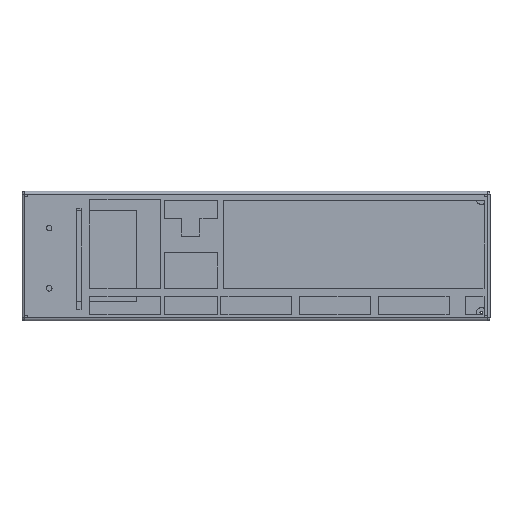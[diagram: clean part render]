
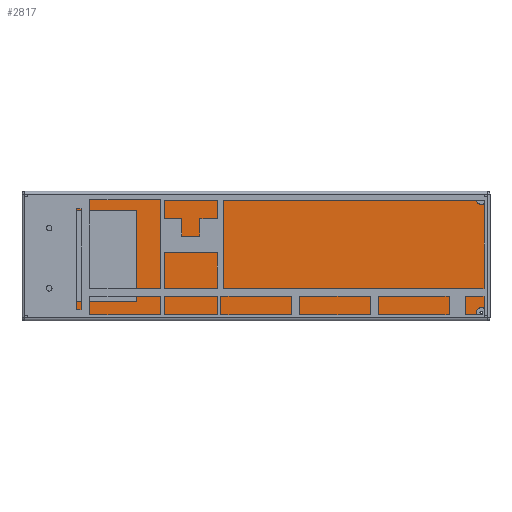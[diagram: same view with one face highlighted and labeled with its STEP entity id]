
A CAD part, top view. The second image highlights one B-rep face of the part: STEP entity #2817.
In plain terms, the highlighted planar face has unit normal (0, 0, 1).
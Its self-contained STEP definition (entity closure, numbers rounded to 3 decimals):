
#47=FACE_BOUND('',#423,.T.);
#118=CIRCLE('',#3016,5.202);
#119=CIRCLE('',#3017,5.202);
#120=CIRCLE('',#3018,5.202);
#121=CIRCLE('',#3019,5.202);
#266=FACE_OUTER_BOUND('',#422,.T.);
#422=EDGE_LOOP('',(#2041,#2042,#2043,#2044,#2045,#2046,#2047,#2048,#2049,
#2050,#2051,#2052,#2053,#2054,#2055,#2056));
#423=EDGE_LOOP('',(#2057,#2058,#2059,#2060));
#573=LINE('',#4008,#874);
#581=LINE('',#4023,#882);
#591=LINE('',#4045,#892);
#595=LINE('',#4053,#896);
#598=LINE('',#4059,#899);
#601=LINE('',#4064,#902);
#616=LINE('',#4147,#917);
#621=LINE('',#4156,#922);
#622=LINE('',#4159,#923);
#630=LINE('',#4174,#931);
#631=LINE('',#4175,#932);
#639=LINE('',#4195,#940);
#643=LINE('',#4208,#944);
#654=LINE('',#4234,#955);
#664=LINE('',#4260,#965);
#665=LINE('',#4261,#966);
#874=VECTOR('',#3200,10.);
#882=VECTOR('',#3212,10.);
#892=VECTOR('',#3226,10.);
#896=VECTOR('',#3232,10.);
#899=VECTOR('',#3237,10.);
#902=VECTOR('',#3242,10.);
#917=VECTOR('',#3341,10.);
#922=VECTOR('',#3350,10.);
#923=VECTOR('',#3353,10.);
#931=VECTOR('',#3361,10.);
#932=VECTOR('',#3362,10.);
#940=VECTOR('',#3378,10.);
#944=VECTOR('',#3390,10.);
#955=VECTOR('',#3409,10.);
#965=VECTOR('',#3443,10.);
#966=VECTOR('',#3444,10.);
#1174=VERTEX_POINT('',#4004);
#1176=VERTEX_POINT('',#4007);
#1180=VERTEX_POINT('',#4019);
#1181=VERTEX_POINT('',#4021);
#1182=VERTEX_POINT('',#4025);
#1185=VERTEX_POINT('',#4031);
#1190=VERTEX_POINT('',#4043);
#1191=VERTEX_POINT('',#4044);
#1194=VERTEX_POINT('',#4052);
#1196=VERTEX_POINT('',#4058);
#1222=VERTEX_POINT('',#4144);
#1225=VERTEX_POINT('',#4154);
#1226=VERTEX_POINT('',#4158);
#1233=VERTEX_POINT('',#4172);
#1236=VERTEX_POINT('',#4183);
#1241=VERTEX_POINT('',#4193);
#1245=VERTEX_POINT('',#4205);
#1246=VERTEX_POINT('',#4207);
#1256=VERTEX_POINT('',#4231);
#1257=VERTEX_POINT('',#4233);
#1433=EDGE_CURVE('',#1176,#1174,#573,.T.);
#1441=EDGE_CURVE('',#1181,#1180,#581,.T.);
#1451=EDGE_CURVE('',#1190,#1191,#591,.T.);
#1455=EDGE_CURVE('',#1194,#1190,#595,.T.);
#1458=EDGE_CURVE('',#1196,#1194,#598,.T.);
#1461=EDGE_CURVE('',#1191,#1196,#601,.T.);
#1500=EDGE_CURVE('',#1222,#1185,#616,.T.);
#1505=EDGE_CURVE('',#1182,#1225,#621,.T.);
#1506=EDGE_CURVE('',#1226,#1176,#622,.T.);
#1514=EDGE_CURVE('',#1222,#1233,#630,.T.);
#1515=EDGE_CURVE('',#1181,#1225,#631,.T.);
#1525=EDGE_CURVE('',#1236,#1241,#639,.T.);
#1531=EDGE_CURVE('',#1246,#1245,#643,.T.);
#1544=EDGE_CURVE('',#1257,#1256,#654,.T.);
#1556=EDGE_CURVE('',#1233,#1236,#118,.T.);
#1557=EDGE_CURVE('',#1241,#1257,#119,.T.);
#1558=EDGE_CURVE('',#1256,#1246,#120,.T.);
#1559=EDGE_CURVE('',#1245,#1226,#121,.T.);
#1560=EDGE_CURVE('',#1174,#1180,#664,.T.);
#1561=EDGE_CURVE('',#1182,#1185,#665,.T.);
#2041=ORIENTED_EDGE('',*,*,#1514,.T.);
#2042=ORIENTED_EDGE('',*,*,#1556,.T.);
#2043=ORIENTED_EDGE('',*,*,#1525,.T.);
#2044=ORIENTED_EDGE('',*,*,#1557,.T.);
#2045=ORIENTED_EDGE('',*,*,#1544,.T.);
#2046=ORIENTED_EDGE('',*,*,#1558,.T.);
#2047=ORIENTED_EDGE('',*,*,#1531,.T.);
#2048=ORIENTED_EDGE('',*,*,#1559,.T.);
#2049=ORIENTED_EDGE('',*,*,#1506,.T.);
#2050=ORIENTED_EDGE('',*,*,#1433,.T.);
#2051=ORIENTED_EDGE('',*,*,#1560,.T.);
#2052=ORIENTED_EDGE('',*,*,#1441,.F.);
#2053=ORIENTED_EDGE('',*,*,#1515,.T.);
#2054=ORIENTED_EDGE('',*,*,#1505,.F.);
#2055=ORIENTED_EDGE('',*,*,#1561,.T.);
#2056=ORIENTED_EDGE('',*,*,#1500,.F.);
#2057=ORIENTED_EDGE('',*,*,#1451,.T.);
#2058=ORIENTED_EDGE('',*,*,#1461,.T.);
#2059=ORIENTED_EDGE('',*,*,#1458,.T.);
#2060=ORIENTED_EDGE('',*,*,#1455,.T.);
#2705=PLANE('',#3015);
#2817=ADVANCED_FACE('',(#266,#47),#2705,.T.);
#3015=AXIS2_PLACEMENT_3D('',#4255,#3433,#3434);
#3016=AXIS2_PLACEMENT_3D('',#4256,#3435,#3436);
#3017=AXIS2_PLACEMENT_3D('',#4257,#3437,#3438);
#3018=AXIS2_PLACEMENT_3D('',#4258,#3439,#3440);
#3019=AXIS2_PLACEMENT_3D('',#4259,#3441,#3442);
#3200=DIRECTION('',(0.,-1.,0.));
#3212=DIRECTION('',(0.,-1.,0.));
#3226=DIRECTION('',(0.,-1.,0.));
#3232=DIRECTION('',(1.,0.,0.));
#3237=DIRECTION('',(0.,1.,0.));
#3242=DIRECTION('',(-1.,0.,0.));
#3341=DIRECTION('',(0.,-1.,0.));
#3350=DIRECTION('',(0.,1.,0.));
#3353=DIRECTION('',(1.,0.,0.));
#3361=DIRECTION('',(1.,0.,0.));
#3362=DIRECTION('',(1.,0.,0.));
#3378=DIRECTION('',(0.,1.,0.));
#3390=DIRECTION('',(0.,-1.,0.));
#3409=DIRECTION('',(-1.,0.,0.));
#3433=DIRECTION('center_axis',(0.,0.,1.));
#3434=DIRECTION('ref_axis',(1.,0.,0.));
#3435=DIRECTION('center_axis',(0.,0.,-1.));
#3436=DIRECTION('ref_axis',(1.,0.,0.));
#3437=DIRECTION('center_axis',(0.,0.,-1.));
#3438=DIRECTION('ref_axis',(1.,0.,0.));
#3439=DIRECTION('center_axis',(0.,0.,-1.));
#3440=DIRECTION('ref_axis',(1.,0.,0.));
#3441=DIRECTION('center_axis',(0.,0.,-1.));
#3442=DIRECTION('ref_axis',(1.,0.,0.));
#3443=DIRECTION('',(1.,0.,0.));
#3444=DIRECTION('',(1.,0.,0.));
#4004=CARTESIAN_POINT('',(-221.724,-68.5,0.));
#4007=CARTESIAN_POINT('',(-221.724,-65.998,0.));
#4008=CARTESIAN_POINT('',(-221.724,-65.998,0.));
#4019=CARTESIAN_POINT('',(-211.724,-68.5,0.));
#4021=CARTESIAN_POINT('',(-211.724,-65.998,0.));
#4023=CARTESIAN_POINT('',(-211.724,-65.998,0.));
#4025=CARTESIAN_POINT('',(38.739,-68.5,0.));
#4031=CARTESIAN_POINT('',(49.369,-68.5,0.));
#4043=CARTESIAN_POINT('',(-130.,50.,0.));
#4044=CARTESIAN_POINT('',(-130.,-50.,0.));
#4045=CARTESIAN_POINT('',(-130.,25.,0.));
#4052=CARTESIAN_POINT('',(-230.,50.,0.));
#4053=CARTESIAN_POINT('',(-115.,50.,0.));
#4058=CARTESIAN_POINT('',(-230.,-50.,0.));
#4059=CARTESIAN_POINT('',(-230.,-25.,0.));
#4064=CARTESIAN_POINT('',(-65.,-50.,0.));
#4144=CARTESIAN_POINT('',(49.369,-65.998,0.));
#4147=CARTESIAN_POINT('',(49.369,-22.756,0.));
#4154=CARTESIAN_POINT('',(38.739,-65.998,0.));
#4156=CARTESIAN_POINT('',(38.739,-105.998,0.));
#4158=CARTESIAN_POINT('',(-242.934,-65.998,0.));
#4159=CARTESIAN_POINT('',(123.5,-65.998,0.));
#4172=CARTESIAN_POINT('',(242.934,-65.998,0.));
#4174=CARTESIAN_POINT('',(123.5,-65.998,0.));
#4175=CARTESIAN_POINT('',(123.5,-65.998,0.));
#4183=CARTESIAN_POINT('',(250.,-58.932,0.));
#4193=CARTESIAN_POINT('',(250.,58.932,0.));
#4195=CARTESIAN_POINT('',(250.,31.499,0.));
#4205=CARTESIAN_POINT('',(-250.,-58.932,0.));
#4207=CARTESIAN_POINT('',(-250.,58.932,0.));
#4208=CARTESIAN_POINT('',(-250.,-31.499,0.));
#4231=CARTESIAN_POINT('',(-242.934,65.997,0.));
#4233=CARTESIAN_POINT('',(242.934,65.998,0.));
#4234=CARTESIAN_POINT('',(-123.5,65.998,0.));
#4255=CARTESIAN_POINT('Origin',(0.,0.,0.));
#4256=CARTESIAN_POINT('Origin',(245.443,-61.441,0.));
#4257=CARTESIAN_POINT('Origin',(245.443,61.441,0.));
#4258=CARTESIAN_POINT('Origin',(-245.443,61.441,0.));
#4259=CARTESIAN_POINT('Origin',(-245.443,-61.441,0.));
#4260=CARTESIAN_POINT('',(-252.5,-68.5,0.));
#4261=CARTESIAN_POINT('',(-252.5,-68.5,0.));
